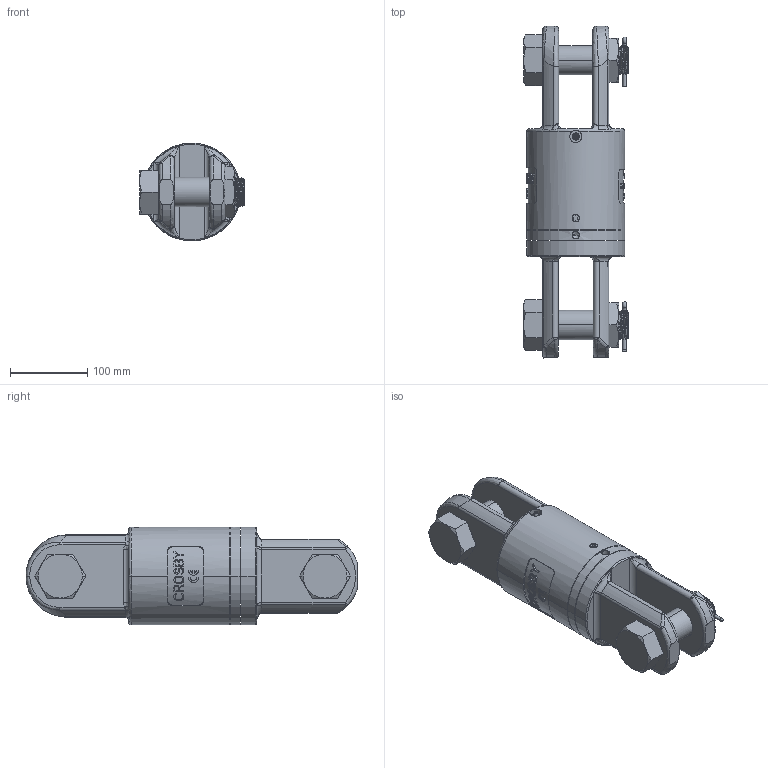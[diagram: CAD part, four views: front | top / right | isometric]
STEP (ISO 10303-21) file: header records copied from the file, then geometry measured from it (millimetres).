
FILE_DESCRIPTION((''),'2;1');
FILE_NAME('PRT0003','2011-02-11T',('Alan Doughty'),('The Crosby Group LLC'),'PRO/ENGINEER BY PARAMETRIC TECHNOLOGY CORPORATION, 2010230','PRO/ENGINEER BY PARAMETRIC TECHNOLOGY CORPORATION, 2010230','');
FILE_SCHEMA(('CONFIG_CONTROL_DESIGN'));
Length unit declared in the file: inch
Products named in the file (1): PRT0003
Bounding box: 135.93 x 430.92 x 127.06 mm (x, y, z)
Volume: 2833128.1 mm3; surface area: 361576.4 mm2
Topology: 7 solids, 7 shells, 939 faces, 2571 edges, 1677 vertices
Faces by surface type: plane 593, cylinder 162, bspline 100, torus 46, cone 26, sphere 10, extrusion 2
Entity records: 41025 total; most frequent: CARTESIAN_POINT 19164, ORIENTED_EDGE 5118, DIRECTION 3730, EDGE_CURVE 2559, VERTEX_POINT 1677, AXIS2_PLACEMENT_3D 1398, B_SPLINE_CURVE_WITH_KNOTS 1068, EDGE_LOOP 994
